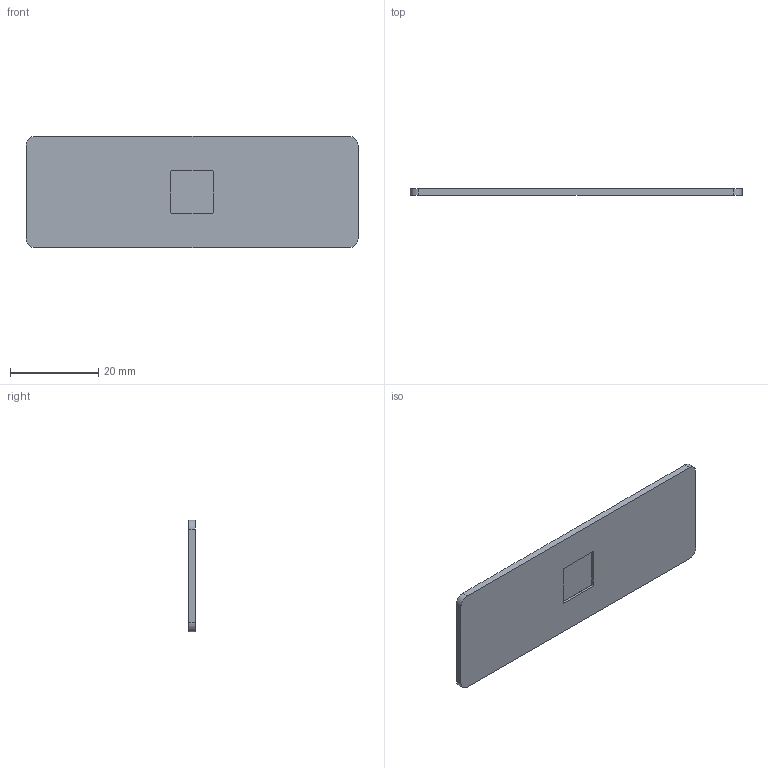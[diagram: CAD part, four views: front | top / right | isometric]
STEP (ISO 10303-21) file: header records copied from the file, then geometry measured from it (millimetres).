
FILE_DESCRIPTION (( 'STEP AP203' ), '1' );
FILE_NAME ('Web Model 37540_Default.step', '2018-08-27T17:38:21', ( '' ), ( '' ), 'SwSTEP 2.0', 'SolidWorks 2016', '' );
FILE_SCHEMA (( 'CONFIG_CONTROL_DESIGN' ));
Length unit declared in the file: millimetre
Products named in the file (1): Web Model 37540_Default
Bounding box: 75.3 x 1.5 x 25.3 mm (x, y, z)
Volume: 2795.9 mm3; surface area: 4198.6 mm2
Topology: 1 solids, 1 shells, 67 faces, 239 edges, 176 vertices
Faces by surface type: plane 53, cylinder 14
Entity records: 2773 total; most frequent: CARTESIAN_POINT 744, ORIENTED_EDGE 478, DIRECTION 320, EDGE_CURVE 239, VERTEX_POINT 176, LINE 128, VECTOR 128, AXIS2_PLACEMENT_3D 96
